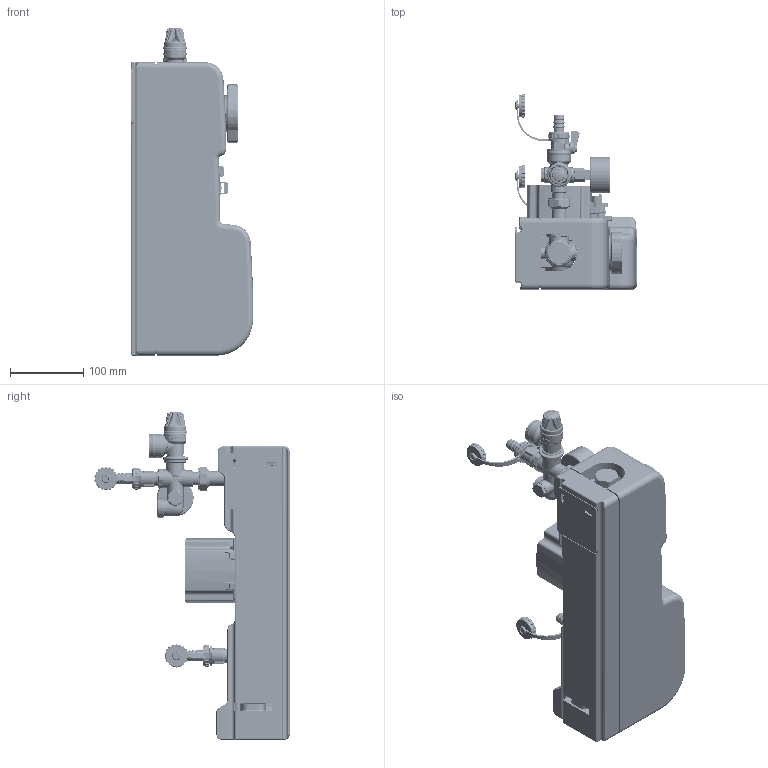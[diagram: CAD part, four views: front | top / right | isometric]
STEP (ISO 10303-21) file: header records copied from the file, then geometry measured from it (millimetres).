
FILE_DESCRIPTION(('CATIA V5 STEP Exchange','CAx-IF Rec.Pracs.--- Model Styling and Organization---1.4--- 2014-01-23','CAx-IF Rec.Pracs.---3D Tessellated Data Validation Properties---0.5---2014-09-14'),'2;1');
FILE_NAME('STEP_278050HE_-_TST.stp','2021-06-01T09:20:56+00:00',('none'),('none'),'CATIA Version 5-6 Release 2019 SP3','CATIA V5 STEP AP242 v1','none');
FILE_SCHEMA(('AP242_MANAGED_MODEL_BASED_3D_ENGINEERING_MIM_LF {1 0 10303 442 1 1 4}'));
Products named in the file (1): 278050HE - TST
Bounding box: 166.54 x 266.4 x 446.2 mm (x, y, z)
Volume: 3765918.8 mm3; surface area: 590906.3 mm2
Topology: 4 solids, 21 shells, 8860 faces, 22213 edges, 13167 vertices
Faces by surface type: bspline 2829, plane 1755, cylinder 1728, torus 924, cone 785, extrusion 440, sphere 387, revolution 12
Entity records: 413797 total; most frequent: CARTESIAN_POINT 239377, ORIENTED_EDGE 43602, EDGE_CURVE 21801, DIRECTION 20107, VERTEX_POINT 13164, B_SPLINE_CURVE_WITH_KNOTS 11083, AXIS2_PLACEMENT_3D 9672, EDGE_LOOP 9136
